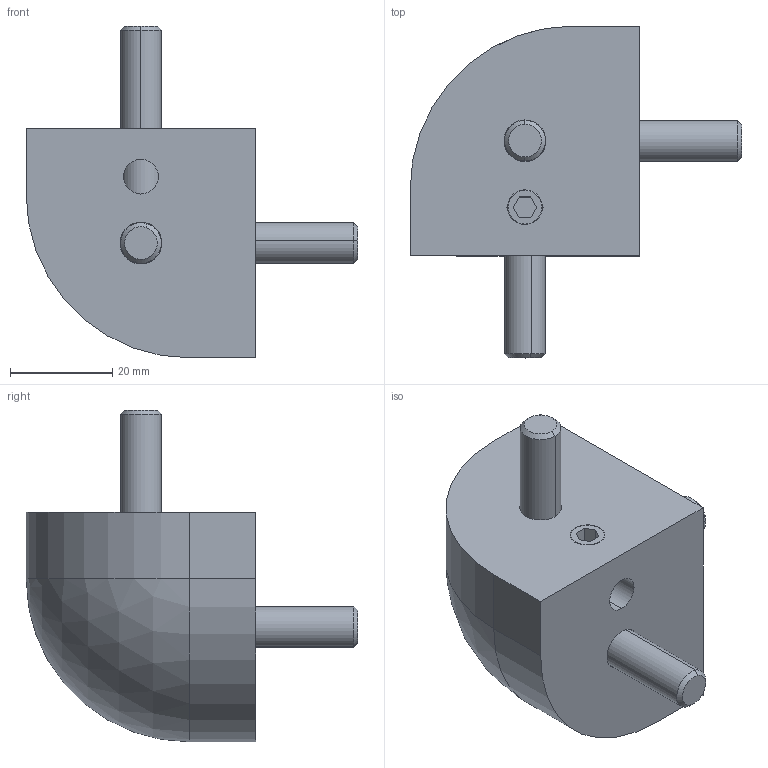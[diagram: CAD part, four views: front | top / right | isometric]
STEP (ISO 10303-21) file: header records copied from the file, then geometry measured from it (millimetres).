
FILE_DESCRIPTION (( 'STEP AP203' ), '1' );
FILE_NAME ('084.310.002.STEP', '2013-01-25T13:29:52', ( 'Alusic' ), ( 'Alusic' ), 'SwSTEP 2.0', 'SolidWorks 2011', '' );
FILE_SCHEMA (( 'CONFIG_CONTROL_DESIGN' ));
Length unit declared in the file: millimetre
Products named in the file (4): 084.310.002; socket set screw cone point_iso_ISO 4027 - M8 x 20-C; 203208; 354545
Assembly tree (6 placements, depth 2):
  084.310.002
    socket set screw cone point_iso_ISO 4027 - M8 x 20-C  x2
    203208  x3
    354545
Bounding box: 65 x 65 x 65 mm (x, y, z)
Volume: 67869.8 mm3; surface area: 15576 mm2
Topology: 6 solids, 6 shells, 152 faces, 354 edges, 200 vertices
Faces by surface type: cone 60, cylinder 51, plane 28, torus 12, sphere 1
Entity records: 3809 total; most frequent: CARTESIAN_POINT 1113, ORIENTED_EDGE 478, DIRECTION 433, EDGE_CURVE 239, AXIS2_PLACEMENT_3D 173, VERTEX_POINT 145, EDGE_LOOP 116, ADVANCED_FACE 102
